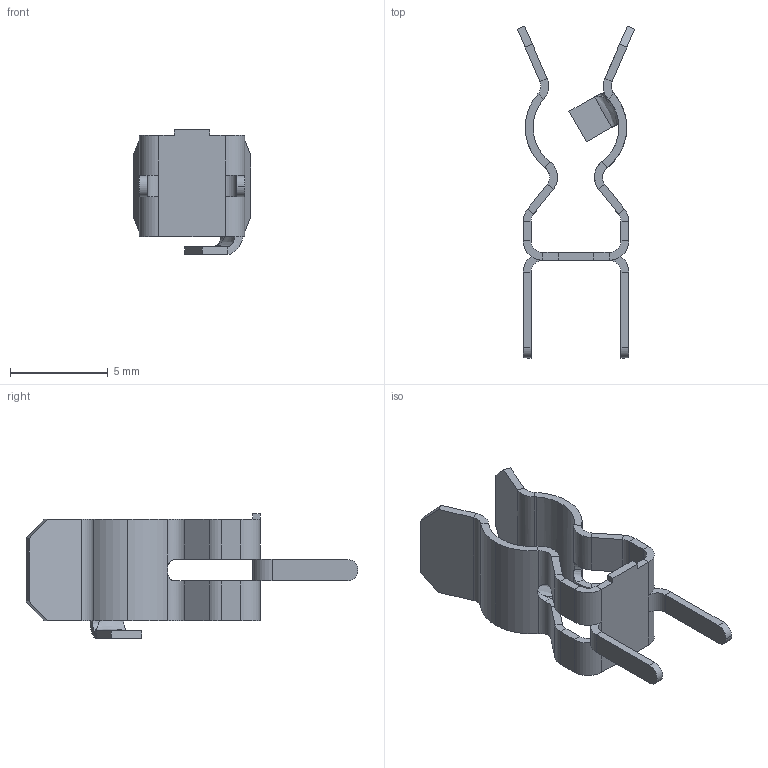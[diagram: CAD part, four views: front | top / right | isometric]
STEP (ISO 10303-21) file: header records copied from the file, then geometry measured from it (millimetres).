
FILE_DESCRIPTION (( 'STEP AP214' ), '1' );
FILE_NAME ('0751.0042.STEP', '2015-02-20T06:30:22', ( '' ), ( '' ), 'SwSTEP 2.0', 'SolidWorks 2012', '' );
FILE_SCHEMA (( 'AUTOMOTIVE_DESIGN' ));
Length unit declared in the file: millimetre
Products named in the file (1): 0751.0042
Bounding box: 6 x 17 x 6.4 mm (x, y, z)
Volume: 63.9 mm3; surface area: 368.9 mm2
Topology: 1 solids, 1 shells, 169 faces, 380 edges, 209 vertices
Faces by surface type: plane 107, cylinder 48, bspline 14
Entity records: 4897 total; most frequent: CARTESIAN_POINT 1230, ORIENTED_EDGE 760, DIRECTION 735, EDGE_CURVE 380, AXIS2_PLACEMENT_3D 246, LINE 243, VECTOR 243, VERTEX_POINT 209
